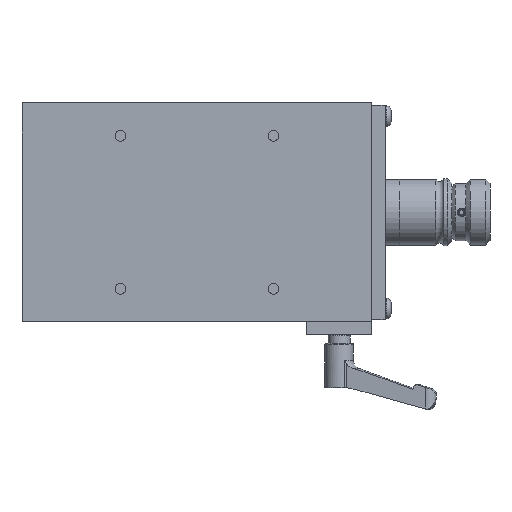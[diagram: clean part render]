
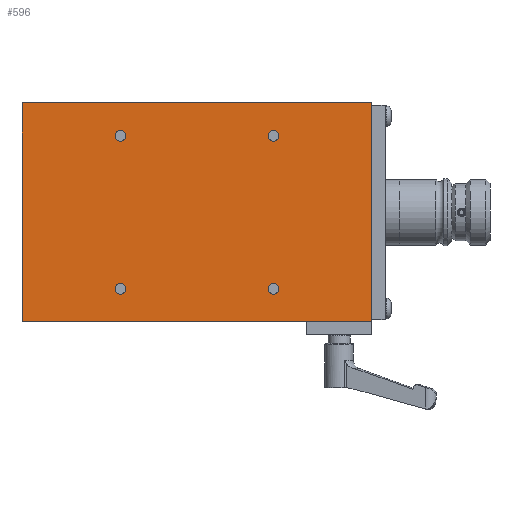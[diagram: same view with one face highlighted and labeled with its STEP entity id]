
A CAD part, top view. The second image highlights one B-rep face of the part: STEP entity #596.
In plain terms, the highlighted face is planar.
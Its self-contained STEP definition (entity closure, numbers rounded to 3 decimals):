
#596 = ADVANCED_FACE( '', ( #1268, #1269, #1270, #1271, #1272 ), #1273, .F. );
#1268 = FACE_BOUND( '', #2051, .T. );
#1269 = FACE_BOUND( '', #2052, .T. );
#1270 = FACE_BOUND( '', #2053, .T. );
#1271 = FACE_BOUND( '', #2054, .T. );
#1272 = FACE_OUTER_BOUND( '', #2055, .T. );
#1273 = PLANE( '', #2056 );
#2051 = EDGE_LOOP( '', ( #3254 ) );
#2052 = EDGE_LOOP( '', ( #3255 ) );
#2053 = EDGE_LOOP( '', ( #3256 ) );
#2054 = EDGE_LOOP( '', ( #3257 ) );
#2055 = EDGE_LOOP( '', ( #3258, #3259, #3260, #3261 ) );
#2056 = AXIS2_PLACEMENT_3D( '', #3262, #3263, #3264 );
#3254 = ORIENTED_EDGE( '', *, *, #4503, .T. );
#3255 = ORIENTED_EDGE( '', *, *, #4504, .T. );
#3256 = ORIENTED_EDGE( '', *, *, #4505, .T. );
#3257 = ORIENTED_EDGE( '', *, *, #4506, .T. );
#3258 = ORIENTED_EDGE( '', *, *, #4507, .T. );
#3259 = ORIENTED_EDGE( '', *, *, #4108, .F. );
#3260 = ORIENTED_EDGE( '', *, *, #4508, .F. );
#3261 = ORIENTED_EDGE( '', *, *, #4490, .T. );
#3262 = CARTESIAN_POINT( '', ( 160., 20., -50. ) );
#3263 = DIRECTION( '', ( 0., -1., 0. ) );
#3264 = DIRECTION( '', ( 0., 0., -1. ) );
#4108 = EDGE_CURVE( '', #4739, #4734, #4741, .T. );
#4490 = EDGE_CURVE( '', #5360, #5358, #5361, .T. );
#4503 = EDGE_CURVE( '', #5378, #5378, #5379, .T. );
#4504 = EDGE_CURVE( '', #5380, #5380, #5381, .T. );
#4505 = EDGE_CURVE( '', #5382, #5382, #5383, .T. );
#4506 = EDGE_CURVE( '', #5384, #5384, #5385, .T. );
#4507 = EDGE_CURVE( '', #5358, #4734, #5386, .T. );
#4508 = EDGE_CURVE( '', #5360, #4739, #5387, .T. );
#4734 = VERTEX_POINT( '', #5652 );
#4739 = VERTEX_POINT( '', #5659 );
#4741 = LINE( '', #5662, #5663 );
#5358 = VERTEX_POINT( '', #6611 );
#5360 = VERTEX_POINT( '', #6614 );
#5361 = LINE( '', #6615, #6616 );
#5378 = VERTEX_POINT( '', #6636 );
#5379 = CIRCLE( '', #6637, 2.459 );
#5380 = VERTEX_POINT( '', #6638 );
#5381 = CIRCLE( '', #6639, 2.459 );
#5382 = VERTEX_POINT( '', #6640 );
#5383 = CIRCLE( '', #6641, 2.459 );
#5384 = VERTEX_POINT( '', #6642 );
#5385 = CIRCLE( '', #6643, 2.459 );
#5386 = LINE( '', #6644, #6645 );
#5387 = LINE( '', #6646, #6647 );
#5652 = CARTESIAN_POINT( '', ( 0., 20., 50. ) );
#5659 = CARTESIAN_POINT( '', ( 160., 20., 50. ) );
#5662 = CARTESIAN_POINT( '', ( 160., 20., 50. ) );
#5663 = VECTOR( '', #7067, 1000. );
#6611 = CARTESIAN_POINT( '', ( 0., 20., -50. ) );
#6614 = CARTESIAN_POINT( '', ( 160., 20., -50. ) );
#6615 = CARTESIAN_POINT( '', ( 160., 20., -50. ) );
#6616 = VECTOR( '', #7532, 1000. );
#6636 = CARTESIAN_POINT( '', ( 45., 20., -37.459 ) );
#6637 = AXIS2_PLACEMENT_3D( '', #7548, #7549, #7550 );
#6638 = CARTESIAN_POINT( '', ( 115., 20., 32.542 ) );
#6639 = AXIS2_PLACEMENT_3D( '', #7551, #7552, #7553 );
#6640 = CARTESIAN_POINT( '', ( 115., 20., -37.459 ) );
#6641 = AXIS2_PLACEMENT_3D( '', #7554, #7555, #7556 );
#6642 = CARTESIAN_POINT( '', ( 45., 20., 32.542 ) );
#6643 = AXIS2_PLACEMENT_3D( '', #7557, #7558, #7559 );
#6644 = CARTESIAN_POINT( '', ( 0., 20., -50. ) );
#6645 = VECTOR( '', #7560, 1000. );
#6646 = CARTESIAN_POINT( '', ( 160., 20., -50. ) );
#6647 = VECTOR( '', #7561, 1000. );
#7067 = DIRECTION( '', ( -1., 0., 0. ) );
#7532 = DIRECTION( '', ( -1., 0., 0. ) );
#7548 = CARTESIAN_POINT( '', ( 45., 20., -35. ) );
#7549 = DIRECTION( '', ( 0., -1., 0. ) );
#7550 = DIRECTION( '', ( 0., 0., -1. ) );
#7551 = CARTESIAN_POINT( '', ( 115., 20., 35. ) );
#7552 = DIRECTION( '', ( 0., -1., 0. ) );
#7553 = DIRECTION( '', ( 0., 0., -1. ) );
#7554 = CARTESIAN_POINT( '', ( 115., 20., -35. ) );
#7555 = DIRECTION( '', ( 0., -1., 0. ) );
#7556 = DIRECTION( '', ( 0., 0., -1. ) );
#7557 = CARTESIAN_POINT( '', ( 45., 20., 35. ) );
#7558 = DIRECTION( '', ( 0., -1., 0. ) );
#7559 = DIRECTION( '', ( 0., 0., -1. ) );
#7560 = DIRECTION( '', ( 0., 0., 1. ) );
#7561 = DIRECTION( '', ( 0., 0., 1. ) );
